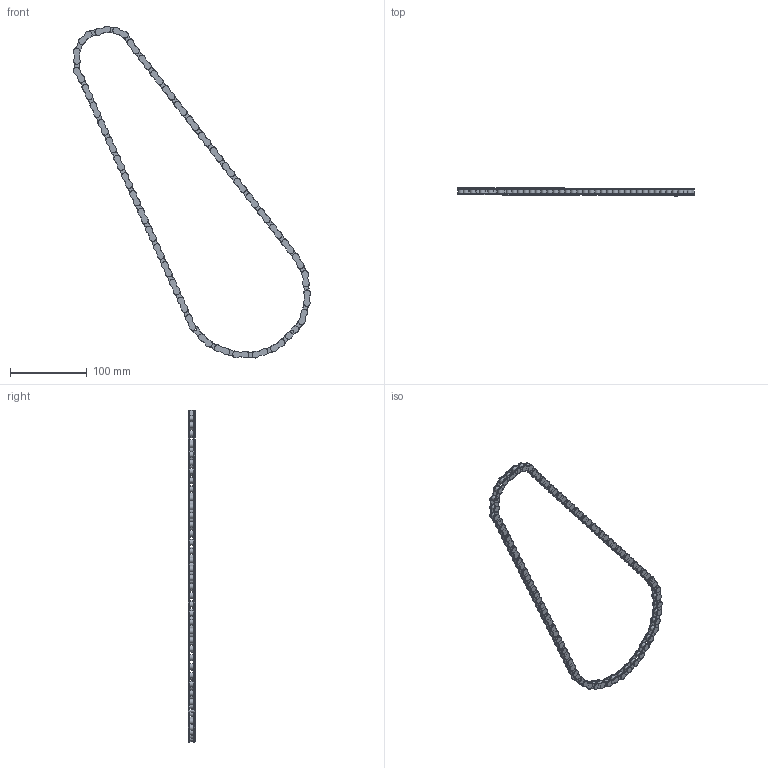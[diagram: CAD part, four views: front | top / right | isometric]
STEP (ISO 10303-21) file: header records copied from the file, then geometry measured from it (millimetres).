
FILE_DESCRIPTION(/* description */ (''),/* implementation_level */ '2;1');
FILE_NAME(/* name */ 'chain_Component1 v1.step',/* time_stamp */ '2023-03-01T11:17:13-05:00',/* author */ (''),/* organization */ (''),/* preprocessor_version */ 'ST-DEVELOPER v19.2',/* originating_system */ 'Autodesk Translation Framework v11.17.0.187',/* authorisation */ '');
FILE_SCHEMA (('AUTOMOTIVE_DESIGN { 1 0 10303 214 3 1 1 }'));
Products named in the file (1): chain_Component1
Bounding box: 309.63 x 10.11 x 433.84 mm (x, y, z)
Volume: 44800.9 mm3; surface area: 44607.1 mm2
Topology: 1 solids, 4 shells, 2373 faces, 5794 edges, 3428 vertices
Faces by surface type: cylinder 1424, plane 949
Full cylindrical faces by diameter (mm): 3 x3, 3.784 x1, 7.5 x85
Entity records: 71099 total; most frequent: DIRECTION 14846, CARTESIAN_POINT 11596, ORIENTED_EDGE 11588, AXIS2_PLACEMENT_3D 6678, EDGE_CURVE 5794, CIRCLE 4304, VERTEX_POINT 3428, EDGE_LOOP 2548
